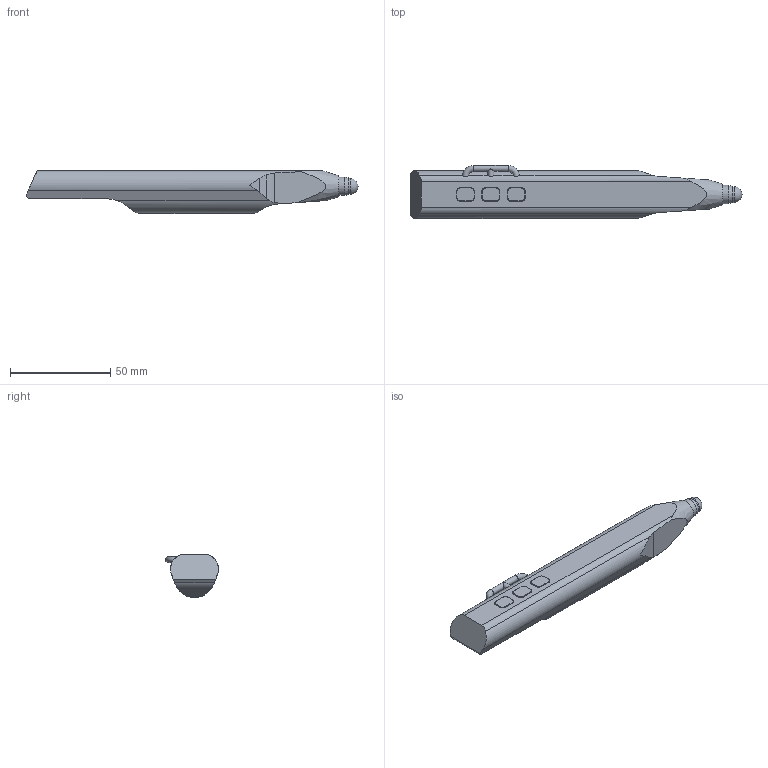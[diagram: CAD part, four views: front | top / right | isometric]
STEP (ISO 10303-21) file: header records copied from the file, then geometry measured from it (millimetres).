
FILE_DESCRIPTION(/* description */ ('STEP AP203'),/* implementation_level */ '2;1');
FILE_NAME(/* name */ 'EP10425356 - ESY-Pen(350)',/* time_stamp */ '2024-06-25T15:06:48+02:00',/* author */ ('License CC BY-ND 4.0'),/* organization */ ('CADENAS'),/* preprocessor_version */ 'ST-DEVELOPER v19.3',/* originating_system */ 'PARTsolutions',/* authorisation */ ' ');
FILE_SCHEMA (('CONFIG_CONTROL_DESIGN'));
Length unit declared in the file: millimetre
Products named in the file (1): EP10425356 - ESY-Pen(350)
Bounding box: 166 x 26.5 x 21.5 mm (x, y, z)
Volume: 52243 mm3; surface area: 11379.4 mm2
Topology: 1 solids, 1 shells, 93 faces, 264 edges, 176 vertices
Faces by surface type: plane 47, cylinder 41, cone 2, torus 2, sphere 1
Full cylindrical faces by diameter (mm): 3 x2, 8 x1, 9.15 x1
Entity records: 3099 total; most frequent: CARTESIAN_POINT 701, ORIENTED_EDGE 496, DIRECTION 486, EDGE_CURVE 248, AXIS2_PLACEMENT_3D 176, VERTEX_POINT 170, LINE 134, VECTOR 134
